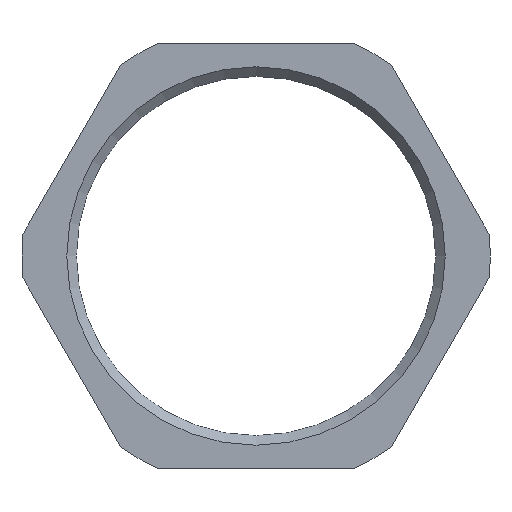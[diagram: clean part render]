
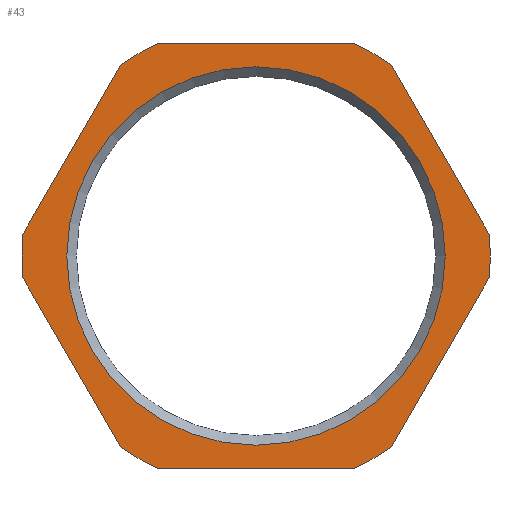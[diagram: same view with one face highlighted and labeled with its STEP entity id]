
A CAD part, left-side view. The second image highlights one B-rep face of the part: STEP entity #43.
In plain terms, the highlighted planar face has unit normal (-1, 0, 0).
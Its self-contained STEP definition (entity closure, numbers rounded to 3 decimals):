
#43 = ADVANCED_FACE( '', ( #95, #96 ), #97, .F. );
#95 = FACE_OUTER_BOUND( '', #158, .T. );
#96 = FACE_BOUND( '', #159, .T. );
#97 = PLANE( '', #160 );
#158 = EDGE_LOOP( '', ( #220, #221, #222, #223, #224, #225, #226, #227, #228, #229, #230, #231 ) );
#159 = EDGE_LOOP( '', ( #232 ) );
#160 = AXIS2_PLACEMENT_3D( '', #233, #234, #235 );
#220 = ORIENTED_EDGE( '', *, *, #365, .F. );
#221 = ORIENTED_EDGE( '', *, *, #366, .F. );
#222 = ORIENTED_EDGE( '', *, *, #367, .F. );
#223 = ORIENTED_EDGE( '', *, *, #368, .F. );
#224 = ORIENTED_EDGE( '', *, *, #369, .F. );
#225 = ORIENTED_EDGE( '', *, *, #370, .F. );
#226 = ORIENTED_EDGE( '', *, *, #360, .F. );
#227 = ORIENTED_EDGE( '', *, *, #371, .F. );
#228 = ORIENTED_EDGE( '', *, *, #372, .F. );
#229 = ORIENTED_EDGE( '', *, *, #373, .F. );
#230 = ORIENTED_EDGE( '', *, *, #374, .F. );
#231 = ORIENTED_EDGE( '', *, *, #375, .F. );
#232 = ORIENTED_EDGE( '', *, *, #376, .T. );
#233 = CARTESIAN_POINT( '', ( 0., 0., 0. ) );
#234 = DIRECTION( '', ( 1., 0., 0. ) );
#235 = DIRECTION( '', ( 0., 0., -1. ) );
#360 = EDGE_CURVE( '', #417, #418, #419, .T. );
#365 = EDGE_CURVE( '', #426, #427, #428, .T. );
#366 = EDGE_CURVE( '', #429, #426, #430, .T. );
#367 = EDGE_CURVE( '', #431, #429, #432, .T. );
#368 = EDGE_CURVE( '', #433, #431, #434, .T. );
#369 = EDGE_CURVE( '', #435, #433, #436, .T. );
#370 = EDGE_CURVE( '', #418, #435, #437, .T. );
#371 = EDGE_CURVE( '', #438, #417, #439, .T. );
#372 = EDGE_CURVE( '', #440, #438, #441, .T. );
#373 = EDGE_CURVE( '', #442, #440, #443, .T. );
#374 = EDGE_CURVE( '', #444, #442, #445, .T. );
#375 = EDGE_CURVE( '', #427, #444, #446, .T. );
#376 = EDGE_CURVE( '', #447, #447, #448, .T. );
#417 = VERTEX_POINT( '', #502 );
#418 = VERTEX_POINT( '', #503 );
#419 = LINE( '', #504, #505 );
#426 = VERTEX_POINT( '', #515 );
#427 = VERTEX_POINT( '', #516 );
#428 = LINE( '', #517, #518 );
#429 = VERTEX_POINT( '', #519 );
#430 = CIRCLE( '', #520, 19.8 );
#431 = VERTEX_POINT( '', #521 );
#432 = LINE( '', #522, #523 );
#433 = VERTEX_POINT( '', #524 );
#434 = CIRCLE( '', #525, 19.8 );
#435 = VERTEX_POINT( '', #526 );
#436 = LINE( '', #527, #528 );
#437 = CIRCLE( '', #529, 19.8 );
#438 = VERTEX_POINT( '', #530 );
#439 = CIRCLE( '', #531, 19.8 );
#440 = VERTEX_POINT( '', #532 );
#441 = LINE( '', #533, #534 );
#442 = VERTEX_POINT( '', #535 );
#443 = CIRCLE( '', #536, 19.8 );
#444 = VERTEX_POINT( '', #537 );
#445 = LINE( '', #538, #539 );
#446 = CIRCLE( '', #540, 19.8 );
#447 = VERTEX_POINT( '', #541 );
#448 = CIRCLE( '', #542, 16. );
#502 = CARTESIAN_POINT( '', ( 0., -19.713, -1.856 ) );
#503 = CARTESIAN_POINT( '', ( 0., -11.464, -16.144 ) );
#504 = CARTESIAN_POINT( '', ( 0., -19.713, -1.856 ) );
#505 = VECTOR( '', #610, 1000. );
#515 = CARTESIAN_POINT( '', ( 0., 19.713, 1.856 ) );
#516 = CARTESIAN_POINT( '', ( 0., 11.464, 16.144 ) );
#517 = CARTESIAN_POINT( '', ( 0., 19.713, 1.856 ) );
#518 = VECTOR( '', #614, 1000. );
#519 = CARTESIAN_POINT( '', ( 0., 19.713, -1.856 ) );
#520 = AXIS2_PLACEMENT_3D( '', #615, #616, #617 );
#521 = CARTESIAN_POINT( '', ( 0., 11.464, -16.144 ) );
#522 = CARTESIAN_POINT( '', ( 0., 11.464, -16.144 ) );
#523 = VECTOR( '', #618, 1000. );
#524 = CARTESIAN_POINT( '', ( 0., 8.249, -18. ) );
#525 = AXIS2_PLACEMENT_3D( '', #619, #620, #621 );
#526 = CARTESIAN_POINT( '', ( 0., -8.249, -18. ) );
#527 = CARTESIAN_POINT( '', ( 0., -8.249, -18. ) );
#528 = VECTOR( '', #622, 1000. );
#529 = AXIS2_PLACEMENT_3D( '', #623, #624, #625 );
#530 = CARTESIAN_POINT( '', ( 0., -19.713, 1.856 ) );
#531 = AXIS2_PLACEMENT_3D( '', #626, #627, #628 );
#532 = CARTESIAN_POINT( '', ( 0., -11.464, 16.144 ) );
#533 = CARTESIAN_POINT( '', ( 0., -11.464, 16.144 ) );
#534 = VECTOR( '', #629, 1000. );
#535 = CARTESIAN_POINT( '', ( 0., -8.249, 18. ) );
#536 = AXIS2_PLACEMENT_3D( '', #630, #631, #632 );
#537 = CARTESIAN_POINT( '', ( 0., 8.249, 18. ) );
#538 = CARTESIAN_POINT( '', ( 0., 8.249, 18. ) );
#539 = VECTOR( '', #633, 1000. );
#540 = AXIS2_PLACEMENT_3D( '', #634, #635, #636 );
#541 = CARTESIAN_POINT( '', ( 0., 0., -16. ) );
#542 = AXIS2_PLACEMENT_3D( '', #637, #638, #639 );
#610 = DIRECTION( '', ( 0., 0.5, -0.866 ) );
#614 = DIRECTION( '', ( 0., -0.5, 0.866 ) );
#615 = CARTESIAN_POINT( '', ( 0., 0., 0. ) );
#616 = DIRECTION( '', ( 1., 0., 0. ) );
#617 = DIRECTION( '', ( 0., 0., -1. ) );
#618 = DIRECTION( '', ( 0., 0.5, 0.866 ) );
#619 = CARTESIAN_POINT( '', ( 0., 0., 0. ) );
#620 = DIRECTION( '', ( 1., 0., 0. ) );
#621 = DIRECTION( '', ( 0., 0., -1. ) );
#622 = DIRECTION( '', ( 0., 1., 0. ) );
#623 = CARTESIAN_POINT( '', ( 0., 0., 0. ) );
#624 = DIRECTION( '', ( 1., 0., 0. ) );
#625 = DIRECTION( '', ( 0., 0., -1. ) );
#626 = CARTESIAN_POINT( '', ( 0., 0., 0. ) );
#627 = DIRECTION( '', ( 1., 0., 0. ) );
#628 = DIRECTION( '', ( 0., 0., -1. ) );
#629 = DIRECTION( '', ( 0., -0.5, -0.866 ) );
#630 = CARTESIAN_POINT( '', ( 0., 0., 0. ) );
#631 = DIRECTION( '', ( 1., 0., 0. ) );
#632 = DIRECTION( '', ( 0., 0., -1. ) );
#633 = DIRECTION( '', ( 0., -1., 0. ) );
#634 = CARTESIAN_POINT( '', ( 0., 0., 0. ) );
#635 = DIRECTION( '', ( 1., 0., 0. ) );
#636 = DIRECTION( '', ( 0., 0., -1. ) );
#637 = CARTESIAN_POINT( '', ( 0., 0., 0. ) );
#638 = DIRECTION( '', ( 1., 0., 0. ) );
#639 = DIRECTION( '', ( 0., 0., -1. ) );
